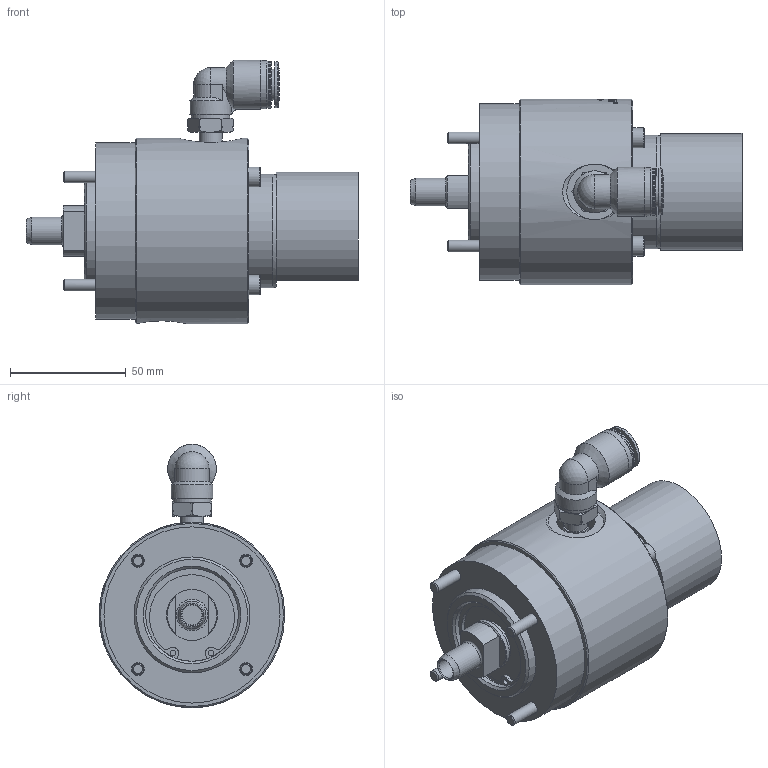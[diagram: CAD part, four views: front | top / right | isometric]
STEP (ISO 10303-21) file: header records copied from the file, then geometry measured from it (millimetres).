
FILE_DESCRIPTION(/* description */ (''),/* implementation_level */ '2;1');
FILE_NAME(/* name */ '967-950-IC_RevB.stp',/* time_stamp */ '2020-05-21T10:09:33-05:00',/* author */ ('dyurkovich'),/* organization */ (''),/* preprocessor_version */ 'ST-DEVELOPER v18',/* originating_system */ 'Autodesk Inventor 2020',/* authorisation */ '');
FILE_SCHEMA (('AUTOMOTIVE_DESIGN { 1 0 10303 214 3 1 1 }'));
Length unit declared in the file: millimetre
Products named in the file (1): 967-950-IC_RevB
Bounding box: 143.25 x 80 x 113.6 mm (x, y, z)
Volume: 427955.9 mm3; surface area: 53397.9 mm2
Topology: 1 solids, 5 shells, 535 faces, 1460 edges, 995 vertices
Faces by surface type: plane 190, bspline 156, cylinder 109, cone 60, torus 18, sphere 2
Full cylindrical faces by diameter (mm): 2.5 x2, 5 x7, 5.5 x7, 8.5 x7, 8.7 x1, 10 x5, 11.108 x1, 11.445 x1, 12 x2, 13.5 x1, 14.95 x1, 16.5 x1, 19.1 x1, 19.8 x2, 20.4 x2, 21 x1, 22 x1, 30.45 x1, 39.95 x1, 40.014 x1, 40.05 x1, 42.5 x1, 49 x1, 49.05 x1, 50 x1, 76 x1, 80 x1
Entity records: 21707 total; most frequent: CARTESIAN_POINT 8401, ORIENTED_EDGE 2906, DIRECTION 2449, EDGE_CURVE 1453, VERTEX_POINT 995, AXIS2_PLACEMENT_3D 966, EDGE_LOOP 620, CIRCLE 544
